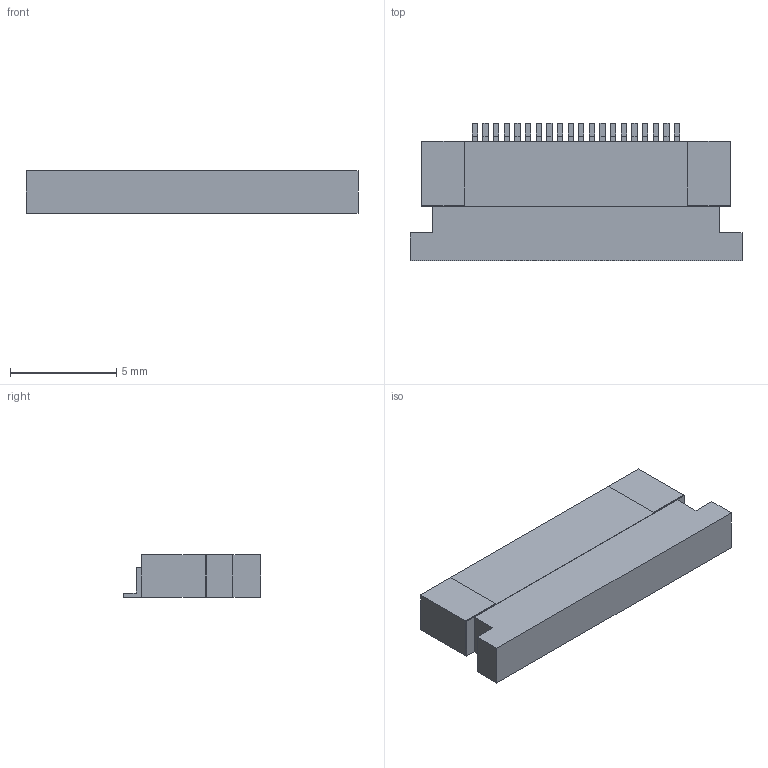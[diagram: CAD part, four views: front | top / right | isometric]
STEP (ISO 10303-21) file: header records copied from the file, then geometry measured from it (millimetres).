
FILE_DESCRIPTION(('FreeCAD Model'),'2;1');
FILE_NAME('Open CASCADE Shape Model','2024-02-08T12:32:27',(''),(''), 'Open CASCADE STEP processor 7.6','FreeCAD','Unknown');
FILE_SCHEMA(('AUTOMOTIVE_DESIGN { 1 0 10303 214 1 1 1 1 }'));
Length unit declared in the file: millimetre
Products named in the file (7): Part; Body; nailArray; nail; latch; pinArray; pin
Assembly tree (26 placements, depth 3):
  Part
    Body
    nailArray
      nail  x2
    latch
    pinArray
      pin  x20
Bounding box: 15.6 x 6.45 x 2 mm (x, y, z)
Volume: 165.1 mm3; surface area: 386.9 mm2
Topology: 24 solids, 24 shells, 192 faces, 432 edges, 288 vertices
Faces by surface type: plane 192
Entity records: 824 total; most frequent: ORIENTED_EDGE 124, CARTESIAN_POINT 80, EDGE_CURVE 75, LINE 75, AXIS2_PLACEMENT_3D 57, VERTEX_POINT 46, ADVANCED_FACE 34, FACE_BOUND 34
